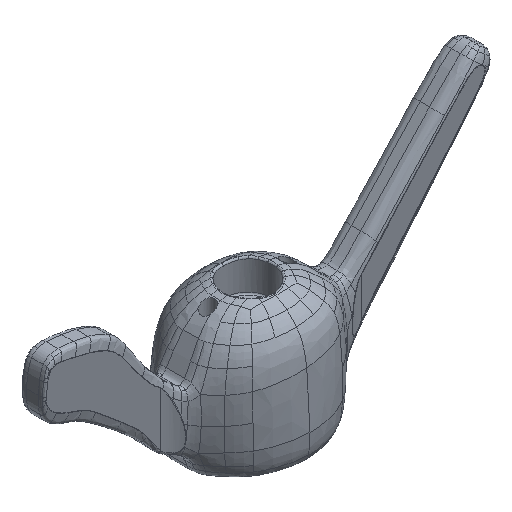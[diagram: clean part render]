
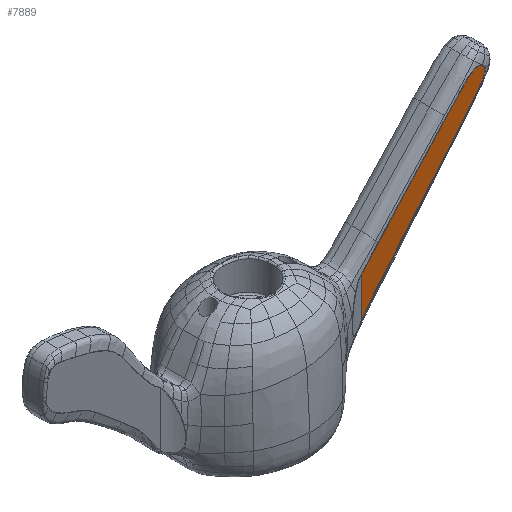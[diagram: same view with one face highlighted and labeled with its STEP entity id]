
A CAD part, isometric view. The second image highlights one B-rep face of the part: STEP entity #7889.
In plain terms, the highlighted planar face has unit normal (0, -1, 0).
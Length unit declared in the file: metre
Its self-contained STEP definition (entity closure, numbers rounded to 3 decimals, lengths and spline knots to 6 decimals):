
#132=LINE('',#20556,#136);
#136=VECTOR('',#8090,1.);
#140=PLANE('',#8045);
#2477=ORIENTED_EDGE('',*,*,#4117,.T.);
#2478=ORIENTED_EDGE('',*,*,#4118,.T.);
#2479=ORIENTED_EDGE('',*,*,#4119,.T.);
#2480=ORIENTED_EDGE('',*,*,#4120,.T.);
#2481=ORIENTED_EDGE('',*,*,#4121,.T.);
#2482=ORIENTED_EDGE('',*,*,#4122,.T.);
#2483=ORIENTED_EDGE('',*,*,#4123,.T.);
#2484=ORIENTED_EDGE('',*,*,#4124,.T.);
#4117=EDGE_CURVE('',#4938,#4939,#6063,.T.);
#4118=EDGE_CURVE('',#4939,#4940,#6064,.T.);
#4119=EDGE_CURVE('',#4940,#4941,#132,.T.);
#4120=EDGE_CURVE('',#4941,#4942,#6065,.T.);
#4121=EDGE_CURVE('',#4942,#4943,#6066,.T.);
#4122=EDGE_CURVE('',#4943,#4944,#6067,.T.);
#4123=EDGE_CURVE('',#4944,#4945,#6068,.T.);
#4124=EDGE_CURVE('',#4945,#4938,#6069,.T.);
#4938=VERTEX_POINT('',#20548);
#4939=VERTEX_POINT('',#20549);
#4940=VERTEX_POINT('',#20555);
#4941=VERTEX_POINT('',#20557);
#4942=VERTEX_POINT('',#20562);
#4943=VERTEX_POINT('',#20567);
#4944=VERTEX_POINT('',#20574);
#4945=VERTEX_POINT('',#20580);
#6063=B_SPLINE_CURVE_WITH_KNOTS('',3,(#20544,#20545,#20546,#20547),
 .UNSPECIFIED.,.F.,.F.,(4,4),(0.,0.026873),.UNSPECIFIED.);
#6064=B_SPLINE_CURVE_WITH_KNOTS('',3,(#20550,#20551,#20552,#20553,#20554),
 .UNSPECIFIED.,.F.,.F.,(4,1,4),(0.,0.00332,0.00664),
 .UNSPECIFIED.);
#6065=B_SPLINE_CURVE_WITH_KNOTS('',3,(#20558,#20559,#20560,#20561),
 .UNSPECIFIED.,.F.,.F.,(4,4),(0.,0.001067),.UNSPECIFIED.);
#6066=B_SPLINE_CURVE_WITH_KNOTS('',3,(#20563,#20564,#20565,#20566),
 .UNSPECIFIED.,.F.,.F.,(4,4),(0.,0.000762),.UNSPECIFIED.);
#6067=B_SPLINE_CURVE_WITH_KNOTS('',3,(#20568,#20569,#20570,#20571,#20572,
#20573),.UNSPECIFIED.,.F.,.F.,(4,1,1,4),(0.,0.00287,0.00574,
0.01148),.UNSPECIFIED.);
#6068=B_SPLINE_CURVE_WITH_KNOTS('',3,(#20575,#20576,#20577,#20578,#20579),
 .UNSPECIFIED.,.F.,.F.,(4,1,4),(0.,0.013989,0.027977),
 .UNSPECIFIED.);
#6069=B_SPLINE_CURVE_WITH_KNOTS('',3,(#20581,#20582,#20583,#20584,#20585,
#20586,#20587,#20588,#20589,#20590,#20591,#20592,#20593,#20594,#20595,#20596,
#20597,#20598,#20599,#20600,#20601),.UNSPECIFIED.,.F.,.F.,(4,1,1,1,1,1,
1,1,1,1,1,1,1,1,1,1,1,1,4),(0.,0.003172,0.004757,0.006343,
0.007929,0.009515,0.010308,0.011101,
0.011894,0.012687,0.01348,0.014272,
0.015065,0.015858,0.017444,0.01903,
0.020616,0.022202,0.025373),.UNSPECIFIED.);
#6724=EDGE_LOOP('',(#2477,#2478,#2479,#2480,#2481,#2482,#2483,#2484));
#7302=FACE_BOUND('',#6724,.T.);
#7889=ADVANCED_FACE('',(#7302),#140,.F.);
#8045=AXIS2_PLACEMENT_3D('',#20543,#8088,#8089);
#8088=DIRECTION('',(0.,1.,0.));
#8089=DIRECTION('',(-1.,0.,0.));
#8090=DIRECTION('',(0.,0.,-1.));
#20543=CARTESIAN_POINT('',(0.047578,-0.004189,0.147856));
#20544=CARTESIAN_POINT('',(0.048297,-0.004189,0.025097));
#20545=CARTESIAN_POINT('',(0.042248,-0.004189,0.01849));
#20546=CARTESIAN_POINT('',(0.036228,-0.004189,0.011857));
#20547=CARTESIAN_POINT('',(0.030255,-0.004189,0.005181));
#20548=CARTESIAN_POINT('',(0.048297,-0.004189,0.025097));
#20549=CARTESIAN_POINT('',(0.030255,-0.004189,0.005181));
#20550=CARTESIAN_POINT('',(0.030255,-0.004189,0.005181));
#20551=CARTESIAN_POINT('',(0.029517,-0.004189,0.004356));
#20552=CARTESIAN_POINT('',(0.028042,-0.004189,0.002707));
#20553=CARTESIAN_POINT('',(0.026572,-0.004189,0.001052));
#20554=CARTESIAN_POINT('',(0.025785,-0.004189,0.000273));
#20555=CARTESIAN_POINT('',(0.025785,-0.004189,0.000273));
#20556=CARTESIAN_POINT('',(0.025785,-0.004189,0.147856));
#20557=CARTESIAN_POINT('',(0.025785,-0.004189,-0.01032));
#20558=CARTESIAN_POINT('',(0.025785,-0.004189,-0.01032));
#20559=CARTESIAN_POINT('',(0.025976,-0.004189,-0.010021));
#20560=CARTESIAN_POINT('',(0.026168,-0.004189,-0.009721));
#20561=CARTESIAN_POINT('',(0.026361,-0.004189,-0.009423));
#20562=CARTESIAN_POINT('',(0.026361,-0.004189,-0.009423));
#20563=CARTESIAN_POINT('',(0.026361,-0.004189,-0.009423));
#20564=CARTESIAN_POINT('',(0.026498,-0.004189,-0.009209));
#20565=CARTESIAN_POINT('',(0.026637,-0.004189,-0.008996));
#20566=CARTESIAN_POINT('',(0.026776,-0.004189,-0.008783));
#20567=CARTESIAN_POINT('',(0.026776,-0.004189,-0.008783));
#20568=CARTESIAN_POINT('',(0.026776,-0.004189,-0.008783));
#20569=CARTESIAN_POINT('',(0.0273,-0.004189,-0.007983));
#20570=CARTESIAN_POINT('',(0.028407,-0.004189,-0.006421));
#20571=CARTESIAN_POINT('',(0.030884,-0.004189,-0.003504));
#20572=CARTESIAN_POINT('',(0.032768,-0.004189,-0.001341));
#20573=CARTESIAN_POINT('',(0.034014,-0.004189,0.00011));
#20574=CARTESIAN_POINT('',(0.034014,-0.004189,0.00011));
#20575=CARTESIAN_POINT('',(0.034014,-0.004189,0.00011));
#20576=CARTESIAN_POINT('',(0.037052,-0.004189,0.003648));
#20577=CARTESIAN_POINT('',(0.043078,-0.004189,0.010765));
#20578=CARTESIAN_POINT('',(0.049082,-0.004189,0.017901));
#20579=CARTESIAN_POINT('',(0.052066,-0.004189,0.021484));
#20580=CARTESIAN_POINT('',(0.052066,-0.004189,0.021484));
#20581=CARTESIAN_POINT('',(0.052066,-0.004189,0.021484));
#20582=CARTESIAN_POINT('',(0.052743,-0.004189,0.022297));
#20583=CARTESIAN_POINT('',(0.053757,-0.004189,0.023516));
#20584=CARTESIAN_POINT('',(0.055091,-0.004189,0.025156));
#20585=CARTESIAN_POINT('',(0.056075,-0.004189,0.026401));
#20586=CARTESIAN_POINT('',(0.057021,-0.004189,0.02767));
#20587=CARTESIAN_POINT('',(0.05775,-0.004189,0.028781));
#20588=CARTESIAN_POINT('',(0.058201,-0.004189,0.029731));
#20589=CARTESIAN_POINT('',(0.058407,-0.004189,0.03051));
#20590=CARTESIAN_POINT('',(0.058321,-0.004189,0.031323));
#20591=CARTESIAN_POINT('',(0.057864,-0.004189,0.03201));
#20592=CARTESIAN_POINT('',(0.057154,-0.004189,0.032421));
#20593=CARTESIAN_POINT('',(0.056336,-0.004189,0.032459));
#20594=CARTESIAN_POINT('',(0.055576,-0.004189,0.03218));
#20595=CARTESIAN_POINT('',(0.054677,-0.004189,0.031615));
#20596=CARTESIAN_POINT('',(0.053694,-0.004189,0.030767));
#20597=CARTESIAN_POINT('',(0.052575,-0.004189,0.029675));
#20598=CARTESIAN_POINT('',(0.051489,-0.004189,0.028547));
#20599=CARTESIAN_POINT('',(0.050061,-0.004189,0.027022));
#20600=CARTESIAN_POINT('',(0.049002,-0.004189,0.025867));
#20601=CARTESIAN_POINT('',(0.048297,-0.004189,0.025097));
